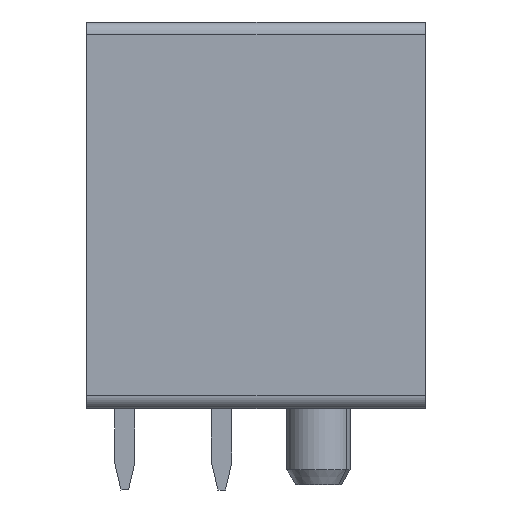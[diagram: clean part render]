
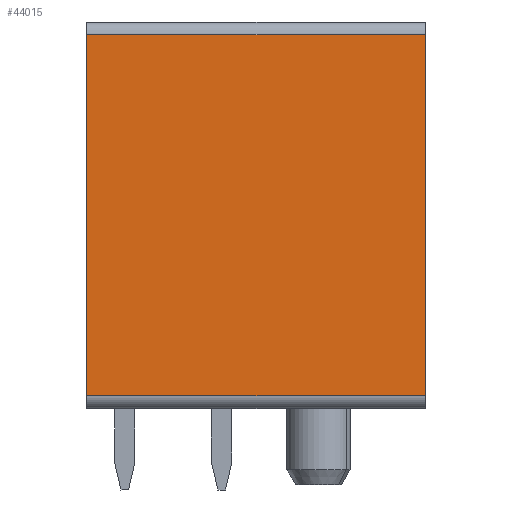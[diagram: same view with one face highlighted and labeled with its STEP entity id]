
A CAD part, left-side view. The second image highlights one B-rep face of the part: STEP entity #44015.
In plain terms, the highlighted planar face has unit normal (-1, 0, 0).
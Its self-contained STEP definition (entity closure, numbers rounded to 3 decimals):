
#44007=AXIS2_PLACEMENT_3D('Plane Axis2P3D',#44004,#44005,#44006) ;
#266=CARTESIAN_POINT('Vertex',(0.,0.,17.9)) ;
#269=CARTESIAN_POINT('Line Origine',(0.,0.,10.8)) ;
#273=CARTESIAN_POINT('Vertex',(0.,0.,3.7)) ;
#5793=CARTESIAN_POINT('Vertex',(0.,13.3,3.7)) ;
#5796=CARTESIAN_POINT('Line Origine',(0.,13.3,10.8)) ;
#5800=CARTESIAN_POINT('Vertex',(0.,13.3,17.9)) ;
#43975=CARTESIAN_POINT('Line Origine',(0.,6.65,17.9)) ;
#43992=CARTESIAN_POINT('Line Origine',(0.,6.65,3.7)) ;
#44004=CARTESIAN_POINT('Axis2P3D Location',(0.,0.,0.)) ;
#270=DIRECTION('Vector Direction',(0.,0.,-1.)) ;
#5797=DIRECTION('Vector Direction',(0.,0.,1.)) ;
#43976=DIRECTION('Vector Direction',(0.,1.,0.)) ;
#43993=DIRECTION('Vector Direction',(0.,1.,0.)) ;
#44005=DIRECTION('Axis2P3D Direction',(-1.,0.,0.)) ;
#44006=DIRECTION('Axis2P3D XDirection',(0.,-1.,0.)) ;
#271=VECTOR('Line Direction',#270,1.) ;
#5798=VECTOR('Line Direction',#5797,1.) ;
#43977=VECTOR('Line Direction',#43976,1.) ;
#43994=VECTOR('Line Direction',#43993,1.) ;
#44010=ORIENTED_EDGE('',*,*,#275,.T.) ;
#44011=ORIENTED_EDGE('',*,*,#43979,.T.) ;
#44012=ORIENTED_EDGE('',*,*,#5802,.T.) ;
#44013=ORIENTED_EDGE('',*,*,#43996,.T.) ;
#44015=ADVANCED_FACE('HOUSING',(#44014),#44008,.T.) ;
#275=EDGE_CURVE('',#274,#267,#272,.F.) ;
#5802=EDGE_CURVE('',#5801,#5794,#5799,.F.) ;
#43979=EDGE_CURVE('',#267,#5801,#43978,.T.) ;
#43996=EDGE_CURVE('',#5794,#274,#43995,.F.) ;
#44009=EDGE_LOOP('',(#44010,#44011,#44012,#44013)) ;
#44014=FACE_OUTER_BOUND('',#44009,.T.) ;
#272=LINE('Line',#269,#271) ;
#5799=LINE('Line',#5796,#5798) ;
#43978=LINE('Line',#43975,#43977) ;
#43995=LINE('Line',#43992,#43994) ;
#44008=PLANE('',#44007) ;
#267=VERTEX_POINT('',#266) ;
#274=VERTEX_POINT('',#273) ;
#5794=VERTEX_POINT('',#5793) ;
#5801=VERTEX_POINT('',#5800) ;
